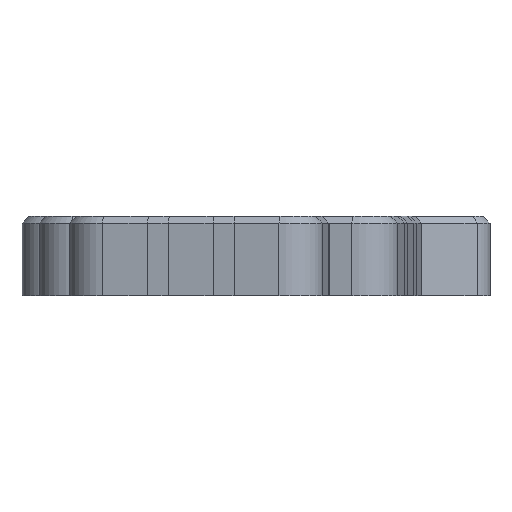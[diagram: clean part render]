
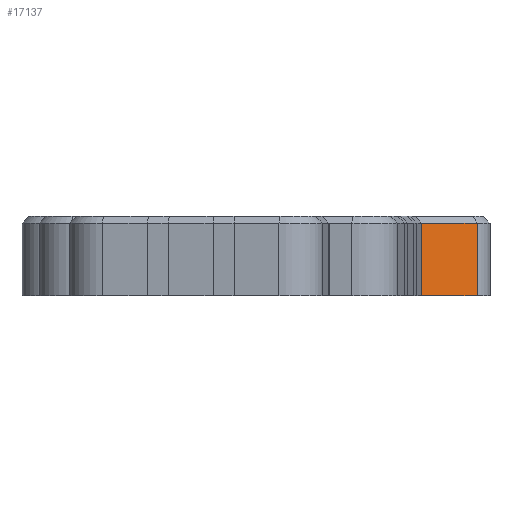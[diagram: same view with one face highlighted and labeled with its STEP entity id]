
A CAD part, left-side view. The second image highlights one B-rep face of the part: STEP entity #17137.
In plain terms, the highlighted planar face has unit normal (-0.824, -0.566, 0).
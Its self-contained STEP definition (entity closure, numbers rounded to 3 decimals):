
#908=FACE_OUTER_BOUND('',#1882,.T.);
#1882=EDGE_LOOP('',(#13207,#13208,#13209,#13210));
#3476=LINE('',#25765,#5720);
#3628=LINE('',#26131,#5872);
#3629=LINE('',#26135,#5873);
#3630=LINE('',#26136,#5874);
#5720=VECTOR('',#20854,10.);
#5872=VECTOR('',#21226,10.);
#5873=VECTOR('',#21231,10.);
#5874=VECTOR('',#21232,10.);
#7648=VERTEX_POINT('',#25763);
#7649=VERTEX_POINT('',#25764);
#7733=VERTEX_POINT('',#26130);
#7734=VERTEX_POINT('',#26134);
#9582=EDGE_CURVE('',#7648,#7649,#3476,.T.);
#9758=EDGE_CURVE('',#7733,#7649,#3628,.T.);
#9760=EDGE_CURVE('',#7734,#7648,#3629,.T.);
#9761=EDGE_CURVE('',#7733,#7734,#3630,.T.);
#13207=ORIENTED_EDGE('',*,*,#9582,.F.);
#13208=ORIENTED_EDGE('',*,*,#9760,.F.);
#13209=ORIENTED_EDGE('',*,*,#9761,.F.);
#13210=ORIENTED_EDGE('',*,*,#9758,.T.);
#16240=PLANE('',#18205);
#17137=ADVANCED_FACE('',(#908),#16240,.T.);
#18205=AXIS2_PLACEMENT_3D('',#26133,#21229,#21230);
#20854=DIRECTION('',(0.566,-0.824,0.));
#21226=DIRECTION('',(0.,0.,1.));
#21229=DIRECTION('center_axis',(-0.824,-0.566,0.));
#21230=DIRECTION('ref_axis',(-0.566,0.824,0.));
#21231=DIRECTION('',(0.,0.,1.));
#21232=DIRECTION('',(-0.566,0.824,0.));
#25763=CARTESIAN_POINT('',(102.414,-107.214,6.));
#25764=CARTESIAN_POINT('',(113.35,-123.144,6.));
#25765=CARTESIAN_POINT('',(103.334,-108.554,6.));
#26130=CARTESIAN_POINT('',(113.35,-123.144,-14.8));
#26131=CARTESIAN_POINT('',(113.35,-123.144,0.));
#26133=CARTESIAN_POINT('Origin',(113.35,-123.144,0.));
#26134=CARTESIAN_POINT('',(102.414,-107.214,-14.8));
#26135=CARTESIAN_POINT('',(102.414,-107.214,0.));
#26136=CARTESIAN_POINT('',(102.414,-107.214,-14.8));
